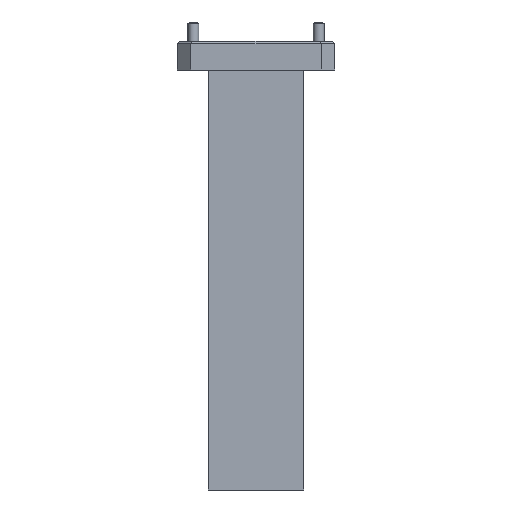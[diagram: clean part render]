
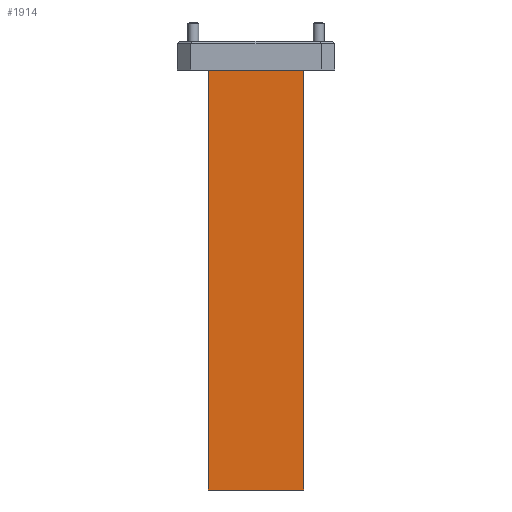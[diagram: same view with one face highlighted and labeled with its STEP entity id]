
A CAD part, front view. The second image highlights one B-rep face of the part: STEP entity #1914.
In plain terms, the highlighted planar face has unit normal (0, -1, 0).
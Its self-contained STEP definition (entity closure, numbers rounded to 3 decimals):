
#215 = DIRECTION ( 'NONE',  ( 0., 1., 0. ) ) ;
#391 = CARTESIAN_POINT ( 'NONE',  ( 10.645, -5.575, -100. ) ) ;
#504 = DIRECTION ( 'NONE',  ( -1., 0., 0. ) ) ;
#866 = DIRECTION ( 'NONE',  ( 0., 0., 1. ) ) ;
#1473 = VERTEX_POINT ( 'NONE', #7940 ) ;
#1914 = ADVANCED_FACE ( 'NONE', ( #6022 ), #4323, .F. ) ;
#2091 = DIRECTION ( 'NONE',  ( -1., 0., 0. ) ) ;
#2163 = CARTESIAN_POINT ( 'NONE',  ( 10.645, -5.575, -100. ) ) ;
#2765 = ORIENTED_EDGE ( 'NONE', *, *, #6480, .T. ) ;
#3013 = ORIENTED_EDGE ( 'NONE', *, *, #3780, .F. ) ;
#3570 = CARTESIAN_POINT ( 'NONE',  ( -10.645, -5.575, -100. ) ) ;
#3628 = DIRECTION ( 'NONE',  ( 0., 0., 1. ) ) ;
#3780 = EDGE_CURVE ( 'NONE', #5319, #1473, #8272, .T. ) ;
#3808 = AXIS2_PLACEMENT_3D ( 'NONE', #2163, #215, #866 ) ;
#3952 = EDGE_CURVE ( 'NONE', #8509, #6078, #8719, .T. ) ;
#4082 = DIRECTION ( 'NONE',  ( 0., 0., 1. ) ) ;
#4323 = PLANE ( 'NONE',  #3808 ) ;
#4351 = VECTOR ( 'NONE', #2091, 1000. ) ;
#4949 = ORIENTED_EDGE ( 'NONE', *, *, #6071, .F. ) ;
#5303 = CARTESIAN_POINT ( 'NONE',  ( 10.645, -5.575, -6.4 ) ) ;
#5319 = VERTEX_POINT ( 'NONE', #3570 ) ;
#5892 = LINE ( 'NONE', #6940, #4351 ) ;
#6008 = VECTOR ( 'NONE', #3628, 1000. ) ;
#6022 = FACE_OUTER_BOUND ( 'NONE', #6024, .T. ) ;
#6024 = EDGE_LOOP ( 'NONE', ( #2765, #3013, #4949, #7196 ) ) ;
#6071 = EDGE_CURVE ( 'NONE', #8509, #5319, #7949, .T. ) ;
#6078 = VERTEX_POINT ( 'NONE', #5303 ) ;
#6110 = VECTOR ( 'NONE', #504, 1000. ) ;
#6447 = CARTESIAN_POINT ( 'NONE',  ( 10.645, -5.575, -100. ) ) ;
#6480 = EDGE_CURVE ( 'NONE', #6078, #1473, #5892, .T. ) ;
#6940 = CARTESIAN_POINT ( 'NONE',  ( 10.645, -5.575, -6.4 ) ) ;
#7196 = ORIENTED_EDGE ( 'NONE', *, *, #3952, .T. ) ;
#7514 = VECTOR ( 'NONE', #4082, 1000. ) ;
#7940 = CARTESIAN_POINT ( 'NONE',  ( -10.645, -5.575, -6.4 ) ) ;
#7949 = LINE ( 'NONE', #391, #6110 ) ;
#8272 = LINE ( 'NONE', #8365, #7514 ) ;
#8365 = CARTESIAN_POINT ( 'NONE',  ( -10.645, -5.575, -100. ) ) ;
#8456 = CARTESIAN_POINT ( 'NONE',  ( 10.645, -5.575, -100. ) ) ;
#8509 = VERTEX_POINT ( 'NONE', #6447 ) ;
#8719 = LINE ( 'NONE', #8456, #6008 ) ;
